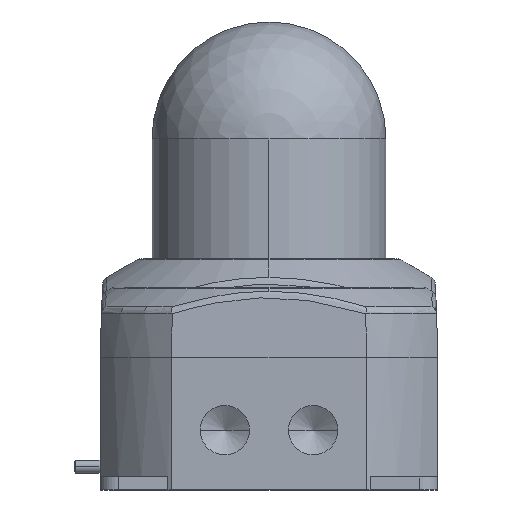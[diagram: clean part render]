
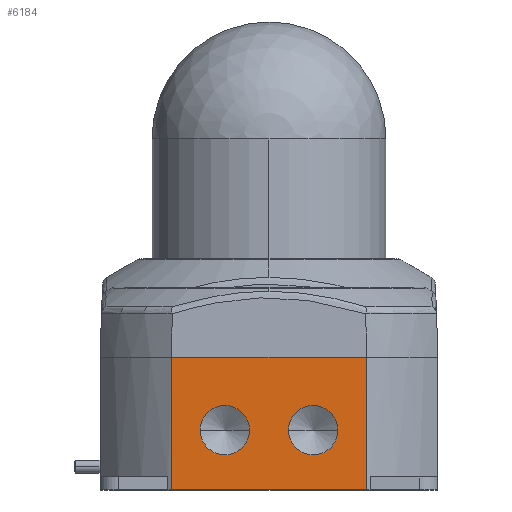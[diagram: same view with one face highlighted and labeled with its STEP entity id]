
A CAD part, front view. The second image highlights one B-rep face of the part: STEP entity #6184.
In plain terms, the highlighted planar face has unit normal (0, -1, 0).
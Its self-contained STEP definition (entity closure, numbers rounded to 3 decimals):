
#205 = VERTEX_POINT ( 'NONE', #7876 ) ;
#327 = LINE ( 'NONE', #2858, #1434 ) ;
#371 = VECTOR ( 'NONE', #1241, 1000. ) ;
#497 = CIRCLE ( 'NONE', #1537, 9.487 ) ;
#549 = EDGE_LOOP ( 'NONE', ( #3640, #3685 ) ) ;
#713 = DIRECTION ( 'NONE',  ( -1., 0., 0. ) ) ;
#733 = AXIS2_PLACEMENT_3D ( 'NONE', #3883, #6402, #751 ) ;
#751 = DIRECTION ( 'NONE',  ( 1., 0., 0. ) ) ;
#759 = DIRECTION ( 'NONE',  ( 0., -1., 0. ) ) ;
#799 = VERTEX_POINT ( 'NONE', #3947 ) ;
#890 = VECTOR ( 'NONE', #713, 1000. ) ;
#930 = DIRECTION ( 'NONE',  ( 0., 1., 0. ) ) ;
#1082 = CARTESIAN_POINT ( 'NONE',  ( 7.513, -460.1, -28. ) ) ;
#1127 = VERTEX_POINT ( 'NONE', #1881 ) ;
#1241 = DIRECTION ( 'NONE',  ( 0., 0., 1. ) ) ;
#1261 = EDGE_CURVE ( 'NONE', #799, #6899, #6267, .T. ) ;
#1302 = VERTEX_POINT ( 'NONE', #7081 ) ;
#1385 = CARTESIAN_POINT ( 'NONE',  ( -7.513, -460.1, -28. ) ) ;
#1427 = AXIS2_PLACEMENT_3D ( 'NONE', #1462, #3983, #6498 ) ;
#1434 = VECTOR ( 'NONE', #5343, 1000. ) ;
#1462 = CARTESIAN_POINT ( 'NONE',  ( -17., -460.1, -28. ) ) ;
#1537 = AXIS2_PLACEMENT_3D ( 'NONE', #2701, #5187, #7797 ) ;
#1538 = FACE_BOUND ( 'NONE', #549, .T. ) ;
#1648 = CARTESIAN_POINT ( 'NONE',  ( 37.417, -460.1, 0. ) ) ;
#1655 = AXIS2_PLACEMENT_3D ( 'NONE', #6412, #759, #3288 ) ;
#1881 = CARTESIAN_POINT ( 'NONE',  ( 37.417, -460.1, -51. ) ) ;
#2352 = CARTESIAN_POINT ( 'NONE',  ( 37.417, -460.1, 0. ) ) ;
#2701 = CARTESIAN_POINT ( 'NONE',  ( 17., -460.1, -28. ) ) ;
#2858 = CARTESIAN_POINT ( 'NONE',  ( -37.417, -460.1, -51. ) ) ;
#2990 = ORIENTED_EDGE ( 'NONE', *, *, #3337, .F. ) ;
#3288 = DIRECTION ( 'NONE',  ( 1., 0., 0. ) ) ;
#3337 = EDGE_CURVE ( 'NONE', #1302, #4392, #5386, .T. ) ;
#3400 = VECTOR ( 'NONE', #4157, 1000. ) ;
#3446 = DIRECTION ( 'NONE',  ( -1., 0., 0. ) ) ;
#3556 = ORIENTED_EDGE ( 'NONE', *, *, #6754, .F. ) ;
#3640 = ORIENTED_EDGE ( 'NONE', *, *, #1261, .F. ) ;
#3685 = ORIENTED_EDGE ( 'NONE', *, *, #6847, .F. ) ;
#3732 = VERTEX_POINT ( 'NONE', #1385 ) ;
#3848 = LINE ( 'NONE', #6363, #890 ) ;
#3883 = CARTESIAN_POINT ( 'NONE',  ( -17., -460.1, -28. ) ) ;
#3947 = CARTESIAN_POINT ( 'NONE',  ( 26.487, -460.1, -28. ) ) ;
#3983 = DIRECTION ( 'NONE',  ( 0., -1., 0. ) ) ;
#4059 = EDGE_CURVE ( 'NONE', #205, #3732, #5313, .T. ) ;
#4061 = PLANE ( 'NONE',  #7695 ) ;
#4157 = DIRECTION ( 'NONE',  ( 1., 0., 0. ) ) ;
#4212 = ORIENTED_EDGE ( 'NONE', *, *, #5742, .T. ) ;
#4368 = LINE ( 'NONE', #6903, #371 ) ;
#4392 = VERTEX_POINT ( 'NONE', #2352 ) ;
#4666 = FACE_OUTER_BOUND ( 'NONE', #6494, .T. ) ;
#4686 = VERTEX_POINT ( 'NONE', #6879 ) ;
#4874 = ORIENTED_EDGE ( 'NONE', *, *, #4059, .F. ) ;
#4980 = CIRCLE ( 'NONE', #1427, 9.487 ) ;
#5187 = DIRECTION ( 'NONE',  ( 0., -1., 0. ) ) ;
#5313 = CIRCLE ( 'NONE', #733, 9.487 ) ;
#5343 = DIRECTION ( 'NONE',  ( 0., 0., 1. ) ) ;
#5386 = LINE ( 'NONE', #1648, #3400 ) ;
#5742 = EDGE_CURVE ( 'NONE', #1127, #4392, #4368, .T. ) ;
#6184 = ADVANCED_FACE ( 'NONE', ( #4666, #7219, #1538 ), #4061, .F. ) ;
#6267 = CIRCLE ( 'NONE', #1655, 9.487 ) ;
#6363 = CARTESIAN_POINT ( 'NONE',  ( 37.417, -460.1, -51. ) ) ;
#6402 = DIRECTION ( 'NONE',  ( 0., -1., 0. ) ) ;
#6412 = CARTESIAN_POINT ( 'NONE',  ( 17., -460.1, -28. ) ) ;
#6472 = EDGE_LOOP ( 'NONE', ( #8061, #4874 ) ) ;
#6494 = EDGE_LOOP ( 'NONE', ( #6696, #3556, #4212, #2990 ) ) ;
#6498 = DIRECTION ( 'NONE',  ( 1., 0., 0. ) ) ;
#6582 = CARTESIAN_POINT ( 'NONE',  ( 37.417, -460.1, -51. ) ) ;
#6696 = ORIENTED_EDGE ( 'NONE', *, *, #7611, .F. ) ;
#6754 = EDGE_CURVE ( 'NONE', #1127, #4686, #3848, .T. ) ;
#6847 = EDGE_CURVE ( 'NONE', #6899, #799, #497, .T. ) ;
#6879 = CARTESIAN_POINT ( 'NONE',  ( -37.417, -460.1, -51. ) ) ;
#6899 = VERTEX_POINT ( 'NONE', #1082 ) ;
#6903 = CARTESIAN_POINT ( 'NONE',  ( 37.417, -460.1, -51. ) ) ;
#7081 = CARTESIAN_POINT ( 'NONE',  ( -37.417, -460.1, 0. ) ) ;
#7219 = FACE_BOUND ( 'NONE', #6472, .T. ) ;
#7285 = EDGE_CURVE ( 'NONE', #3732, #205, #4980, .T. ) ;
#7611 = EDGE_CURVE ( 'NONE', #4686, #1302, #327, .T. ) ;
#7695 = AXIS2_PLACEMENT_3D ( 'NONE', #6582, #930, #3446 ) ;
#7797 = DIRECTION ( 'NONE',  ( 1., 0., 0. ) ) ;
#7876 = CARTESIAN_POINT ( 'NONE',  ( -26.487, -460.1, -28. ) ) ;
#8061 = ORIENTED_EDGE ( 'NONE', *, *, #7285, .F. ) ;
